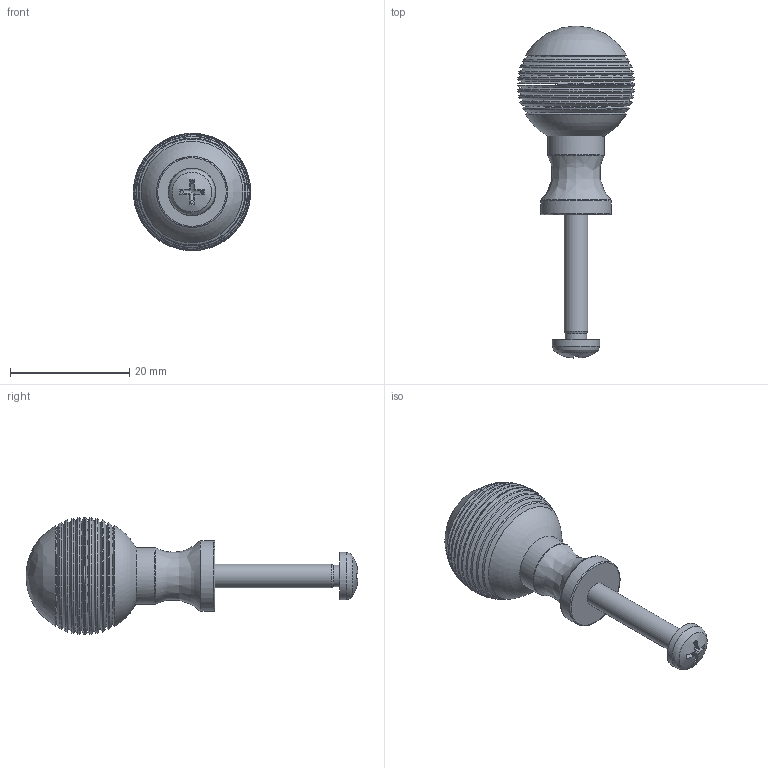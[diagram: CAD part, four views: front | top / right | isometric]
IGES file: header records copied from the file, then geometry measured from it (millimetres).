
Global section: file name: P787-A; native system: Autodesk Inventor 2018; preprocessor: unknown; author: ashami; date: 20180814.153806; units: millimetre
Bounding box: 19.7 x 55.74 x 19.7 mm (x, y, z)
Volume: 3876.8 mm3; surface area: 4167.1 mm2
Topology: 2 solids, 2 shells, 71 faces, 225 edges, 155 vertices
Faces by surface type: bspline 71
